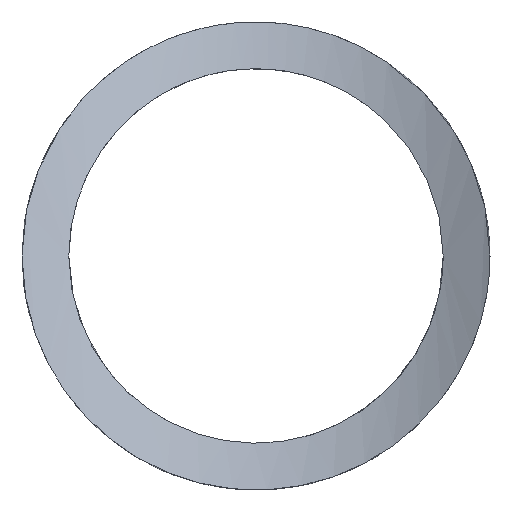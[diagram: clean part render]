
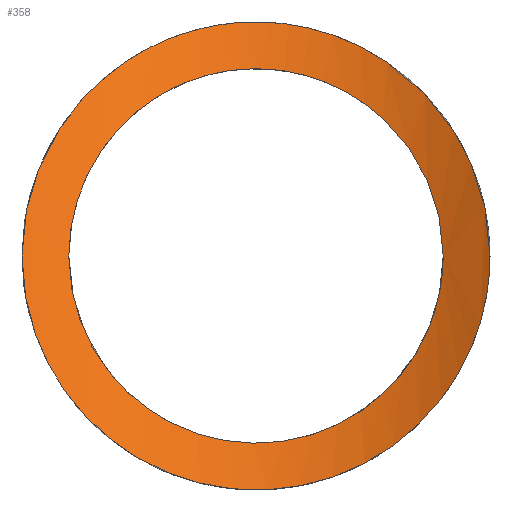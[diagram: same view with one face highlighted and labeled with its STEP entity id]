
A CAD part, left-side view. The second image highlights one B-rep face of the part: STEP entity #358.
In plain terms, the highlighted cylindrical face has radius 12.5 mm (diameter 25 mm), a partial arc.
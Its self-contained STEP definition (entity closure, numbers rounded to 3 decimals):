
#61=CARTESIAN_POINT('Vertex',(15.508,6.,0.)) ;
#101=CARTESIAN_POINT('Vertex',(15.508,-6.,0.)) ;
#105=CARTESIAN_POINT('Control Point',(15.508,-6.,0.)) ;
#106=CARTESIAN_POINT('Control Point',(15.941,-6.,0.433)) ;
#107=CARTESIAN_POINT('Control Point',(16.389,-5.961,0.851)) ;
#108=CARTESIAN_POINT('Control Point',(16.85,-5.888,1.255)) ;
#109=CARTESIAN_POINT('Control Point',(17.786,-5.68,2.035)) ;
#110=CARTESIAN_POINT('Control Point',(18.735,-5.352,2.756)) ;
#111=CARTESIAN_POINT('Control Point',(19.208,-5.159,3.101)) ;
#112=CARTESIAN_POINT('Control Point',(20.132,-4.723,3.754)) ;
#113=CARTESIAN_POINT('Control Point',(21.027,-4.162,4.35)) ;
#114=CARTESIAN_POINT('Control Point',(21.457,-3.852,4.629)) ;
#115=CARTESIAN_POINT('Control Point',(22.169,-3.253,5.082)) ;
#116=CARTESIAN_POINT('Control Point',(22.787,-2.518,5.463)) ;
#117=CARTESIAN_POINT('Control Point',(23.025,-2.182,5.608)) ;
#118=CARTESIAN_POINT('Control Point',(23.356,-1.595,5.808)) ;
#119=CARTESIAN_POINT('Control Point',(23.567,-0.941,5.934)) ;
#120=CARTESIAN_POINT('Control Point',(23.627,-0.684,5.97)) ;
#121=CARTESIAN_POINT('Control Point',(23.711,-0.07,6.02)) ;
#122=CARTESIAN_POINT('Control Point',(23.662,0.551,5.991)) ;
#123=CARTESIAN_POINT('Control Point',(23.589,0.899,5.947)) ;
#124=CARTESIAN_POINT('Control Point',(23.38,1.531,5.822)) ;
#125=CARTESIAN_POINT('Control Point',(23.065,2.098,5.632)) ;
#126=CARTESIAN_POINT('Control Point',(22.897,2.352,5.529)) ;
#127=CARTESIAN_POINT('Control Point',(22.292,3.145,5.159)) ;
#128=CARTESIAN_POINT('Control Point',(21.565,3.785,4.701)) ;
#129=CARTESIAN_POINT('Control Point',(21.033,4.172,4.356)) ;
#130=CARTESIAN_POINT('Control Point',(19.61,5.042,3.406)) ;
#131=CARTESIAN_POINT('Control Point',(18.125,5.608,2.318)) ;
#132=CARTESIAN_POINT('Control Point',(17.222,5.857,1.603)) ;
#133=CARTESIAN_POINT('Control Point',(16.337,6.,0.829)) ;
#134=CARTESIAN_POINT('Control Point',(15.508,6.,0.)) ;
#178=CARTESIAN_POINT('Control Point',(15.508,6.,0.)) ;
#179=CARTESIAN_POINT('Control Point',(15.024,6.,-0.484)) ;
#180=CARTESIAN_POINT('Control Point',(14.559,5.951,-0.987)) ;
#181=CARTESIAN_POINT('Control Point',(14.118,5.846,-1.51)) ;
#182=CARTESIAN_POINT('Control Point',(13.298,5.491,-2.596)) ;
#183=CARTESIAN_POINT('Control Point',(12.665,4.821,-3.659)) ;
#184=CARTESIAN_POINT('Control Point',(12.403,4.392,-4.172)) ;
#185=CARTESIAN_POINT('Control Point',(11.993,3.372,-5.081)) ;
#186=CARTESIAN_POINT('Control Point',(11.778,2.099,-5.686)) ;
#187=CARTESIAN_POINT('Control Point',(11.712,1.418,-5.893)) ;
#188=CARTESIAN_POINT('Control Point',(11.64,-0.096,-6.119)) ;
#189=CARTESIAN_POINT('Control Point',(11.72,-1.612,-5.867)) ;
#190=CARTESIAN_POINT('Control Point',(11.807,-2.395,-5.592)) ;
#191=CARTESIAN_POINT('Control Point',(12.108,-3.848,-4.777)) ;
#192=CARTESIAN_POINT('Control Point',(12.696,-4.907,-3.59)) ;
#193=CARTESIAN_POINT('Control Point',(13.08,-5.311,-2.933)) ;
#194=CARTESIAN_POINT('Control Point',(13.78,-5.742,-1.926)) ;
#195=CARTESIAN_POINT('Control Point',(14.604,-5.938,-0.952)) ;
#196=CARTESIAN_POINT('Control Point',(14.897,-5.98,-0.627)) ;
#197=CARTESIAN_POINT('Control Point',(15.199,-6.,-0.309)) ;
#198=CARTESIAN_POINT('Control Point',(15.508,-6.,0.)) ;
#286=CARTESIAN_POINT('Axis2P3D Location',(17.999,0.,17.999)) ;
#292=CARTESIAN_POINT('Control Point',(14.142,7.5,0.)) ;
#293=CARTESIAN_POINT('Control Point',(13.539,7.5,-0.603)) ;
#294=CARTESIAN_POINT('Control Point',(12.968,7.439,-1.238)) ;
#295=CARTESIAN_POINT('Control Point',(12.439,7.305,-1.911)) ;
#296=CARTESIAN_POINT('Control Point',(11.568,6.867,-3.229)) ;
#297=CARTESIAN_POINT('Control Point',(10.972,6.053,-4.516)) ;
#298=CARTESIAN_POINT('Control Point',(10.756,5.58,-5.095)) ;
#299=CARTESIAN_POINT('Control Point',(10.429,4.461,-6.151)) ;
#300=CARTESIAN_POINT('Control Point',(10.274,3.087,-6.904)) ;
#301=CARTESIAN_POINT('Control Point',(10.225,2.342,-7.192)) ;
#302=CARTESIAN_POINT('Control Point',(10.162,0.656,-7.595)) ;
#303=CARTESIAN_POINT('Control Point',(10.177,-1.082,-7.509)) ;
#304=CARTESIAN_POINT('Control Point',(10.203,-2.008,-7.317)) ;
#305=CARTESIAN_POINT('Control Point',(10.294,-3.494,-6.754)) ;
#306=CARTESIAN_POINT('Control Point',(10.526,-4.765,-5.844)) ;
#307=CARTESIAN_POINT('Control Point',(10.651,-5.241,-5.42)) ;
#308=CARTESIAN_POINT('Control Point',(11.109,-6.417,-4.124)) ;
#309=CARTESIAN_POINT('Control Point',(11.902,-7.137,-2.633)) ;
#310=CARTESIAN_POINT('Control Point',(12.569,-7.389,-1.69)) ;
#311=CARTESIAN_POINT('Control Point',(13.326,-7.5,-0.816)) ;
#312=CARTESIAN_POINT('Control Point',(14.142,-7.5,0.)) ;
#313=CARTESIAN_POINT('Vertex',(14.142,7.5,0.)) ;
#315=CARTESIAN_POINT('Vertex',(14.142,-7.5,0.)) ;
#319=CARTESIAN_POINT('Control Point',(14.142,-7.5,0.)) ;
#320=CARTESIAN_POINT('Control Point',(14.973,-7.5,0.83)) ;
#321=CARTESIAN_POINT('Control Point',(15.864,-7.385,1.6)) ;
#322=CARTESIAN_POINT('Control Point',(16.782,-7.189,2.312)) ;
#323=CARTESIAN_POINT('Control Point',(18.208,-6.777,3.335)) ;
#324=CARTESIAN_POINT('Control Point',(19.631,-6.187,4.265)) ;
#325=CARTESIAN_POINT('Control Point',(20.121,-5.961,4.576)) ;
#326=CARTESIAN_POINT('Control Point',(21.226,-5.394,5.26)) ;
#327=CARTESIAN_POINT('Control Point',(22.29,-4.692,5.887)) ;
#328=CARTESIAN_POINT('Control Point',(22.864,-4.252,6.217)) ;
#329=CARTESIAN_POINT('Control Point',(23.777,-3.414,6.733)) ;
#330=CARTESIAN_POINT('Control Point',(24.511,-2.371,7.137)) ;
#331=CARTESIAN_POINT('Control Point',(24.77,-1.909,7.279)) ;
#332=CARTESIAN_POINT('Control Point',(25.1,-1.064,7.458)) ;
#333=CARTESIAN_POINT('Control Point',(25.201,-0.154,7.513)) ;
#334=CARTESIAN_POINT('Control Point',(25.198,0.221,7.511)) ;
#335=CARTESIAN_POINT('Control Point',(25.097,1.012,7.457)) ;
#336=CARTESIAN_POINT('Control Point',(24.825,1.751,7.309)) ;
#337=CARTESIAN_POINT('Control Point',(24.64,2.121,7.208)) ;
#338=CARTESIAN_POINT('Control Point',(23.955,3.236,6.832)) ;
#339=CARTESIAN_POINT('Control Point',(23.036,4.127,6.317)) ;
#340=CARTESIAN_POINT('Control Point',(22.362,4.654,5.931)) ;
#341=CARTESIAN_POINT('Control Point',(20.572,5.829,4.877)) ;
#342=CARTESIAN_POINT('Control Point',(18.67,6.632,3.66)) ;
#343=CARTESIAN_POINT('Control Point',(17.519,7.011,2.871)) ;
#344=CARTESIAN_POINT('Control Point',(16.128,7.348,1.825)) ;
#345=CARTESIAN_POINT('Control Point',(14.821,7.476,0.653)) ;
#346=CARTESIAN_POINT('Control Point',(14.59,7.492,0.44)) ;
#347=CARTESIAN_POINT('Control Point',(14.364,7.5,0.222)) ;
#348=CARTESIAN_POINT('Control Point',(14.142,7.5,0.)) ;
#287=DIRECTION('Axis2P3D Direction',(0.707,0.,0.707)) ;
#288=DIRECTION('Axis2P3D XDirection',(0.,-1.,0.)) ;
#289=AXIS2_PLACEMENT_3D('Cylinder Axis2P3D',#286,#287,#288) ;
#351=ORIENTED_EDGE('',*,*,#317,.T.) ;
#352=ORIENTED_EDGE('',*,*,#349,.T.) ;
#355=ORIENTED_EDGE('',*,*,#199,.F.) ;
#356=ORIENTED_EDGE('',*,*,#135,.F.) ;
#357=FACE_BOUND('',#354,.T.) ;
#358=ADVANCED_FACE('Corps principal',(#353,#357),#290,.F.) ;
#104=B_SPLINE_CURVE_WITH_KNOTS('',5,(#105,#106,#107,#108,#109,#110,#111,#112,#113,#114,#115,#116,#117,#118,#119,#120,#121,#122,#123,#124,#125,#126,#127,#128,#129,#130,#131,#132,#133,#134),.UNSPECIFIED.,.F.,.U.,(6,3,3,3,3,3,3,3,3,6),(0.,4.34,8.68,12.922,15.977,17.853,20.357,22.621,27.879,36.19),.UNSPECIFIED.) ;
#177=B_SPLINE_CURVE_WITH_KNOTS('',5,(#178,#179,#180,#181,#182,#183,#184,#185,#186,#187,#188,#189,#190,#191,#192,#193,#194,#195,#196,#197,#198),.UNSPECIFIED.,.F.,.U.,(6,3,3,3,3,3,6),(0.,4.869,9.921,14.891,20.694,26.742,29.855),.UNSPECIFIED.) ;
#291=B_SPLINE_CURVE_WITH_KNOTS('',5,(#292,#293,#294,#295,#296,#297,#298,#299,#300,#301,#302,#303,#304,#305,#306,#307,#308,#309,#310,#311,#312),.UNSPECIFIED.,.F.,.U.,(6,3,3,3,3,3,6),(0.,6.06,11.514,17.133,23.728,28.291,36.487),.UNSPECIFIED.) ;
#318=B_SPLINE_CURVE_WITH_KNOTS('',5,(#319,#320,#321,#322,#323,#324,#325,#326,#327,#328,#329,#330,#331,#332,#333,#334,#335,#336,#337,#338,#339,#340,#341,#342,#343,#344,#345,#346,#347,#348),.UNSPECIFIED.,.F.,.U.,(6,3,3,3,3,3,3,3,3,6),(0.,8.325,12.744,18.369,22.182,24.823,27.809,34.446,44.693,46.918),.UNSPECIFIED.) ;
#290=CYLINDRICAL_SURFACE('generated cylinder',#289,12.5) ;
#135=EDGE_CURVE('',#102,#62,#104,.T.) ;
#199=EDGE_CURVE('',#62,#102,#177,.T.) ;
#317=EDGE_CURVE('',#314,#316,#291,.T.) ;
#349=EDGE_CURVE('',#316,#314,#318,.T.) ;
#350=EDGE_LOOP('',(#351,#352)) ;
#354=EDGE_LOOP('',(#355,#356)) ;
#353=FACE_OUTER_BOUND('',#350,.T.) ;
#62=VERTEX_POINT('',#61) ;
#102=VERTEX_POINT('',#101) ;
#314=VERTEX_POINT('',#313) ;
#316=VERTEX_POINT('',#315) ;
